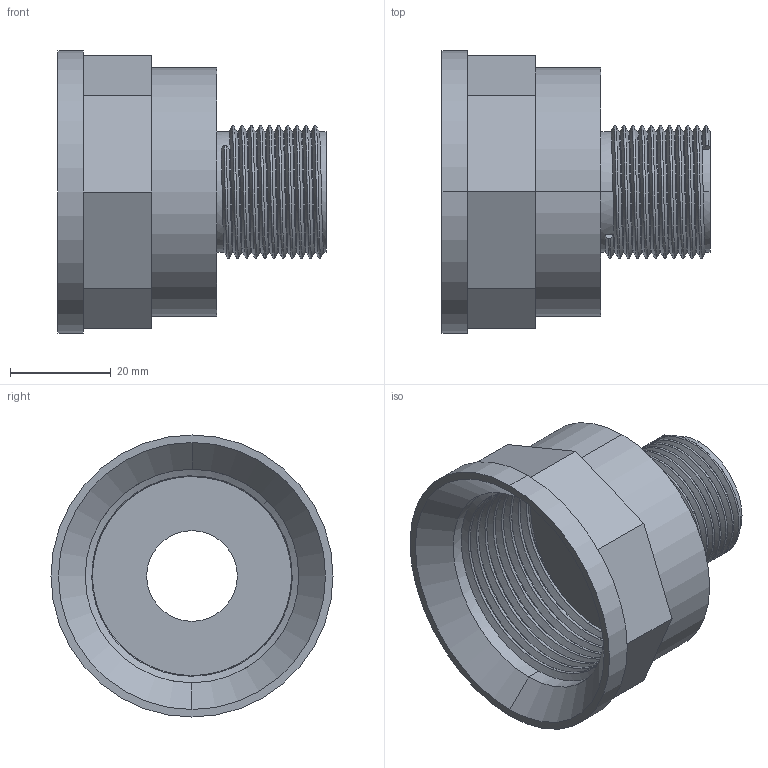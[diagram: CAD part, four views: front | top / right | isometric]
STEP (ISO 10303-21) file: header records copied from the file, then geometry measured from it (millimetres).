
FILE_DESCRIPTION (( 'STEP AP203' ), '1' );
FILE_NAME ('00238_0905.STEP', '2017-05-18T13:20:47', ( '' ), ( '' ), 'SwSTEP 2.0', 'SolidWorks 2011', '' );
FILE_SCHEMA (( 'CONFIG_CONTROL_DESIGN' ));
Length unit declared in the file: millimetre
Products named in the file (1): 00238_0905
Bounding box: 53.2 x 56 x 56 mm (x, y, z)
Volume: 31346.3 mm3; surface area: 18626.2 mm2
Topology: 1 solids, 1 shells, 72 faces, 196 edges, 130 vertices
Faces by surface type: cylinder 47, plane 17, bspline 6, cone 2
Entity records: 6926 total; most frequent: CARTESIAN_POINT 5294, ORIENTED_EDGE 392, DIRECTION 259, EDGE_CURVE 196, VERTEX_POINT 130, AXIS2_PLACEMENT_3D 91, EDGE_LOOP 78, LINE 77
